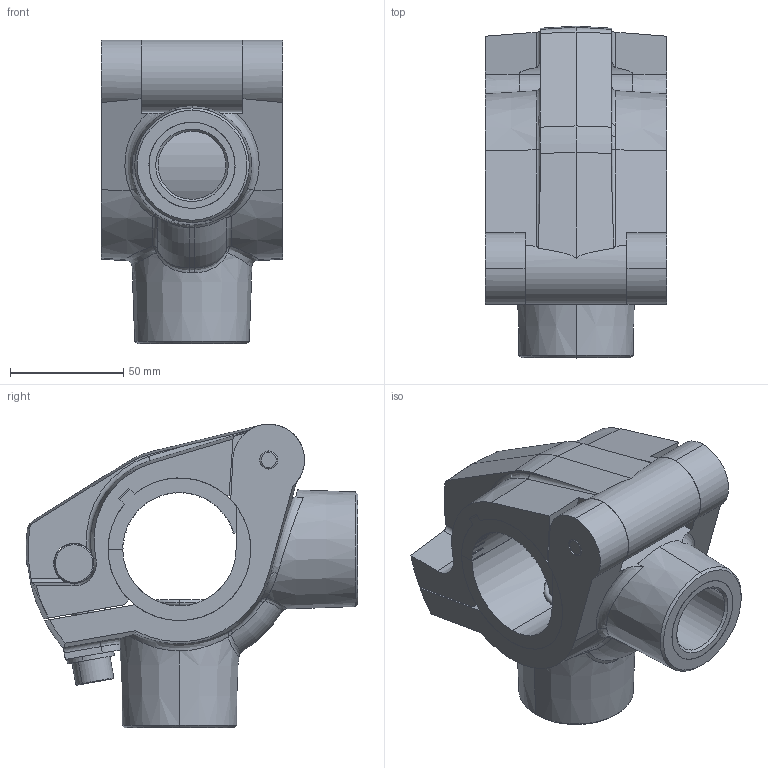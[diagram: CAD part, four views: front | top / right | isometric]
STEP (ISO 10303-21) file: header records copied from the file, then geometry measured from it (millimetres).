
FILE_DESCRIPTION (( 'STEP AP203' ), '1' );
FILE_NAME ('R208.050.063.step', '2013-11-19T10:56:56', ( 'Alusic' ), ( 'Alusic' ), 'SwSTEP 2.0', 'SolidWorks 2011', '' );
FILE_SCHEMA (( 'CONFIG_CONTROL_DESIGN' ));
Length unit declared in the file: millimetre
Products named in the file (1): R208.050.063
Bounding box: 80 x 146.49 x 134 mm (x, y, z)
Surface area: 117411.6 mm2 (no closed solid volume)
Topology: 0 solids, 13 shells, 262 faces, 907 edges, 604 vertices
Faces by surface type: plane 145, cylinder 49, cone 32, bspline 20, torus 16
Entity records: 12028 total; most frequent: CARTESIAN_POINT 4312, ORIENTED_EDGE 1575, DIRECTION 1559, EDGE_CURVE 907, VERTEX_POINT 604, AXIS2_PLACEMENT_3D 525, LINE 509, VECTOR 509
